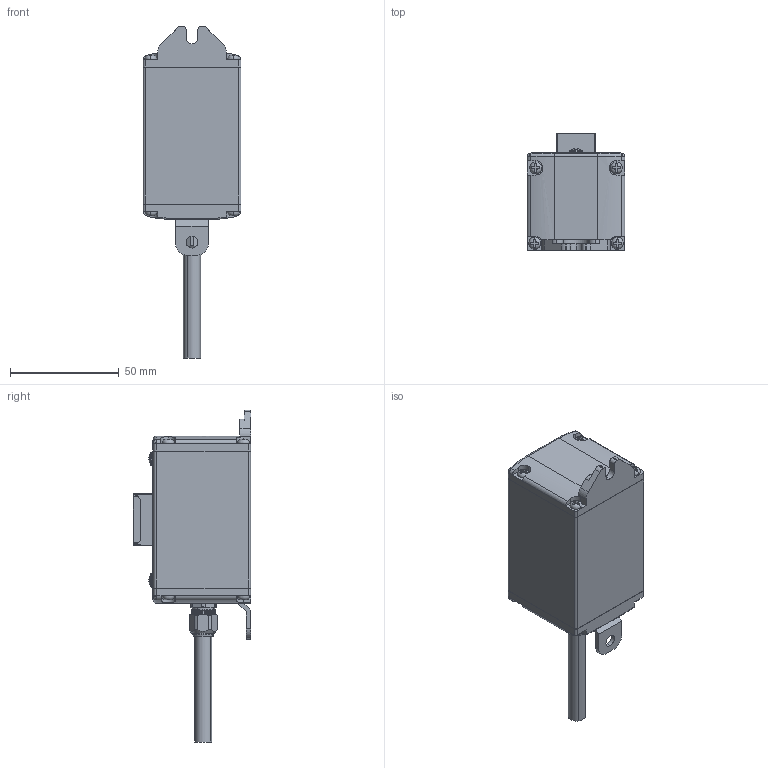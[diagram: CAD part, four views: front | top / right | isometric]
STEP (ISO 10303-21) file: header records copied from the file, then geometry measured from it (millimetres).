
FILE_DESCRIPTION (( 'STEP AP203' ), '1' );
FILE_NAME ('R4C-107-STP.step', '2024-06-21T00:59:23', ( '' ), ( '' ), 'SwSTEP 2.0', 'SolidWorks 2011', '' );
FILE_SCHEMA (( 'CONFIG_CONTROL_DESIGN' ));
Length unit declared in the file: millimetre
Products named in the file (1): R4C-107-STP
Bounding box: 45 x 54 x 152.9 mm (x, y, z)
Volume: 162708.7 mm3; surface area: 22015.7 mm2
Topology: 1 solids, 1 shells, 515 faces, 1372 edges, 880 vertices
Faces by surface type: plane 325, cylinder 101, cone 33, torus 30, bspline 22, sphere 4
Entity records: 20459 total; most frequent: CARTESIAN_POINT 7925, ORIENTED_EDGE 2744, DIRECTION 2434, EDGE_CURVE 1372, VERTEX_POINT 880, AXIS2_PLACEMENT_3D 819, VECTOR 796, LINE 796
